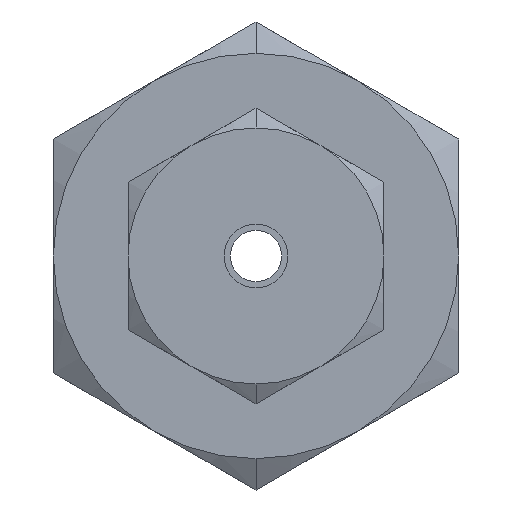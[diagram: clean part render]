
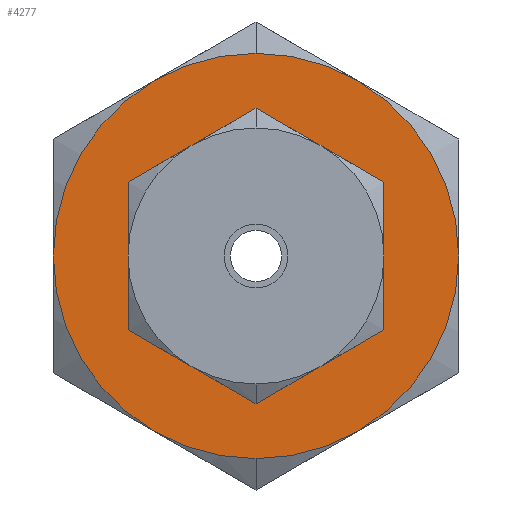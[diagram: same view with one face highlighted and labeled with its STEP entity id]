
A CAD part, left-side view. The second image highlights one B-rep face of the part: STEP entity #4277.
In plain terms, the highlighted planar face has unit normal (-1, 0, 0).
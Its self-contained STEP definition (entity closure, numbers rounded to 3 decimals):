
#5 = CARTESIAN_POINT ( 'NONE',  ( 15.3, 0., 0. ) ) ;
#49 = CARTESIAN_POINT ( 'NONE',  ( 15.3, 0., 0. ) ) ;
#86 = DIRECTION ( 'NONE',  ( -1., 0., 0. ) ) ;
#109 = CARTESIAN_POINT ( 'NONE',  ( 15.3, -9.5, 0. ) ) ;
#138 = CARTESIAN_POINT ( 'NONE',  ( 15.3, -4.75, -8.227 ) ) ;
#159 = CARTESIAN_POINT ( 'NONE',  ( 15.3, 0., 9.5 ) ) ;
#435 = CIRCLE ( 'NONE', #683, 3.816 ) ;
#683 = AXIS2_PLACEMENT_3D ( 'NONE', #5, #6433, #5865 ) ;
#797 = DIRECTION ( 'NONE',  ( 0., 1., 0. ) ) ;
#958 = DIRECTION ( 'NONE',  ( -1., 0., 0. ) ) ;
#970 = FACE_OUTER_BOUND ( 'NONE', #5981, .T. ) ;
#1077 = DIRECTION ( 'NONE',  ( -1., 0., 0. ) ) ;
#1166 = EDGE_LOOP ( 'NONE', ( #4123, #3519 ) ) ;
#1548 = DIRECTION ( 'NONE',  ( -1., 0., 0. ) ) ;
#1564 = ORIENTED_EDGE ( 'NONE', *, *, #4608, .T. ) ;
#1677 = VERTEX_POINT ( 'NONE', #109 ) ;
#1855 = DIRECTION ( 'NONE',  ( -1., 0., 0. ) ) ;
#1903 = CIRCLE ( 'NONE', #4948, 9.5 ) ;
#1927 = CARTESIAN_POINT ( 'NONE',  ( 15.3, 0., 0. ) ) ;
#2029 = VERTEX_POINT ( 'NONE', #138 ) ;
#2046 = EDGE_CURVE ( 'NONE', #4752, #5947, #5274, .T. ) ;
#2150 = PLANE ( 'NONE',  #6494 ) ;
#2190 = CARTESIAN_POINT ( 'NONE',  ( 15.3, 0., 0. ) ) ;
#2223 = EDGE_CURVE ( 'NONE', #5326, #2029, #7324, .T. ) ;
#2255 = ORIENTED_EDGE ( 'NONE', *, *, #2046, .T. ) ;
#2652 = CARTESIAN_POINT ( 'NONE',  ( 15.3, 0., 0. ) ) ;
#2657 = VERTEX_POINT ( 'NONE', #3157 ) ;
#2852 = AXIS2_PLACEMENT_3D ( 'NONE', #6673, #958, #3279 ) ;
#2925 = DIRECTION ( 'NONE',  ( 1., 0., 0. ) ) ;
#3130 = CIRCLE ( 'NONE', #5816, 3.816 ) ;
#3157 = CARTESIAN_POINT ( 'NONE',  ( 15.3, 4.75, -8.227 ) ) ;
#3190 = CARTESIAN_POINT ( 'NONE',  ( 15.3, -4.75, 8.227 ) ) ;
#3279 = DIRECTION ( 'NONE',  ( 0., 0., 1. ) ) ;
#3442 = AXIS2_PLACEMENT_3D ( 'NONE', #6346, #86, #4718 ) ;
#3519 = ORIENTED_EDGE ( 'NONE', *, *, #7110, .T. ) ;
#3535 = CARTESIAN_POINT ( 'NONE',  ( 15.3, 4.75, 8.227 ) ) ;
#3581 = EDGE_CURVE ( 'NONE', #1677, #4752, #4420, .T. ) ;
#3858 = DIRECTION ( 'NONE',  ( 0., 1., 0. ) ) ;
#3959 = CARTESIAN_POINT ( 'NONE',  ( 15.3, 0., 0. ) ) ;
#4012 = ORIENTED_EDGE ( 'NONE', *, *, #4565, .T. ) ;
#4053 = EDGE_CURVE ( 'NONE', #5847, #7347, #5771, .T. ) ;
#4061 = AXIS2_PLACEMENT_3D ( 'NONE', #49, #4110, #5867 ) ;
#4093 = ORIENTED_EDGE ( 'NONE', *, *, #3581, .T. ) ;
#4110 = DIRECTION ( 'NONE',  ( -1., 0., 0. ) ) ;
#4123 = ORIENTED_EDGE ( 'NONE', *, *, #5869, .T. ) ;
#4135 = CARTESIAN_POINT ( 'NONE',  ( 15.3, 0., -3.816 ) ) ;
#4239 = ORIENTED_EDGE ( 'NONE', *, *, #6879, .T. ) ;
#4277 = ADVANCED_FACE ( 'NONE', ( #6187, #970 ), #2150, .F. ) ;
#4304 = CIRCLE ( 'NONE', #5900, 9.5 ) ;
#4309 = ORIENTED_EDGE ( 'NONE', *, *, #6390, .T. ) ;
#4398 = DIRECTION ( 'NONE',  ( 1., 0., 0. ) ) ;
#4420 = CIRCLE ( 'NONE', #7334, 9.5 ) ;
#4565 = EDGE_CURVE ( 'NONE', #5947, #5847, #6122, .T. ) ;
#4582 = ORIENTED_EDGE ( 'NONE', *, *, #2223, .T. ) ;
#4608 = EDGE_CURVE ( 'NONE', #2657, #5326, #4304, .T. ) ;
#4718 = DIRECTION ( 'NONE',  ( 0., 0., -1. ) ) ;
#4752 = VERTEX_POINT ( 'NONE', #3190 ) ;
#4879 = DIRECTION ( 'NONE',  ( 0., -0.5, -0.866 ) ) ;
#4948 = AXIS2_PLACEMENT_3D ( 'NONE', #1927, #1855, #797 ) ;
#5274 = CIRCLE ( 'NONE', #6360, 9.5 ) ;
#5326 = VERTEX_POINT ( 'NONE', #5329 ) ;
#5329 = CARTESIAN_POINT ( 'NONE',  ( 15.3, 0., -9.5 ) ) ;
#5333 = CIRCLE ( 'NONE', #5932, 9.5 ) ;
#5337 = CARTESIAN_POINT ( 'NONE',  ( 15.3, 0., 3.816 ) ) ;
#5354 = VERTEX_POINT ( 'NONE', #4135 ) ;
#5454 = DIRECTION ( 'NONE',  ( 0., -1., 0. ) ) ;
#5539 = CARTESIAN_POINT ( 'NONE',  ( 15.3, 0., 0. ) ) ;
#5611 = CARTESIAN_POINT ( 'NONE',  ( 15.3, 9.5, 0. ) ) ;
#5624 = DIRECTION ( 'NONE',  ( 0., -0.5, 0.866 ) ) ;
#5744 = CARTESIAN_POINT ( 'NONE',  ( 15.3, 0., 0. ) ) ;
#5771 = CIRCLE ( 'NONE', #4061, 9.5 ) ;
#5816 = AXIS2_PLACEMENT_3D ( 'NONE', #5744, #2925, #7479 ) ;
#5847 = VERTEX_POINT ( 'NONE', #3535 ) ;
#5865 = DIRECTION ( 'NONE',  ( 0., 0., 1. ) ) ;
#5867 = DIRECTION ( 'NONE',  ( 0., 0.5, 0.866 ) ) ;
#5869 = EDGE_CURVE ( 'NONE', #6784, #5354, #435, .T. ) ;
#5900 = AXIS2_PLACEMENT_3D ( 'NONE', #5539, #6138, #6822 ) ;
#5932 = AXIS2_PLACEMENT_3D ( 'NONE', #3959, #1077, #4879 ) ;
#5947 = VERTEX_POINT ( 'NONE', #159 ) ;
#5981 = EDGE_LOOP ( 'NONE', ( #2255, #4012, #6058, #4239, #1564, #4582, #4309, #4093 ) ) ;
#6058 = ORIENTED_EDGE ( 'NONE', *, *, #4053, .T. ) ;
#6122 = CIRCLE ( 'NONE', #2852, 9.5 ) ;
#6138 = DIRECTION ( 'NONE',  ( -1., 0., 0. ) ) ;
#6187 = FACE_BOUND ( 'NONE', #1166, .T. ) ;
#6346 = CARTESIAN_POINT ( 'NONE',  ( 15.3, 0., 0. ) ) ;
#6360 = AXIS2_PLACEMENT_3D ( 'NONE', #2190, #1548, #5624 ) ;
#6390 = EDGE_CURVE ( 'NONE', #2029, #1677, #5333, .T. ) ;
#6433 = DIRECTION ( 'NONE',  ( 1., 0., 0. ) ) ;
#6494 = AXIS2_PLACEMENT_3D ( 'NONE', #2652, #4398, #3858 ) ;
#6673 = CARTESIAN_POINT ( 'NONE',  ( 15.3, 0., 0. ) ) ;
#6700 = DIRECTION ( 'NONE',  ( -1., 0., 0. ) ) ;
#6784 = VERTEX_POINT ( 'NONE', #5337 ) ;
#6822 = DIRECTION ( 'NONE',  ( 0., 0.5, -0.866 ) ) ;
#6879 = EDGE_CURVE ( 'NONE', #7347, #2657, #1903, .T. ) ;
#7110 = EDGE_CURVE ( 'NONE', #5354, #6784, #3130, .T. ) ;
#7302 = CARTESIAN_POINT ( 'NONE',  ( 15.3, 0., 0. ) ) ;
#7324 = CIRCLE ( 'NONE', #3442, 9.5 ) ;
#7334 = AXIS2_PLACEMENT_3D ( 'NONE', #7302, #6700, #5454 ) ;
#7347 = VERTEX_POINT ( 'NONE', #5611 ) ;
#7479 = DIRECTION ( 'NONE',  ( 0., 0., -1. ) ) ;
